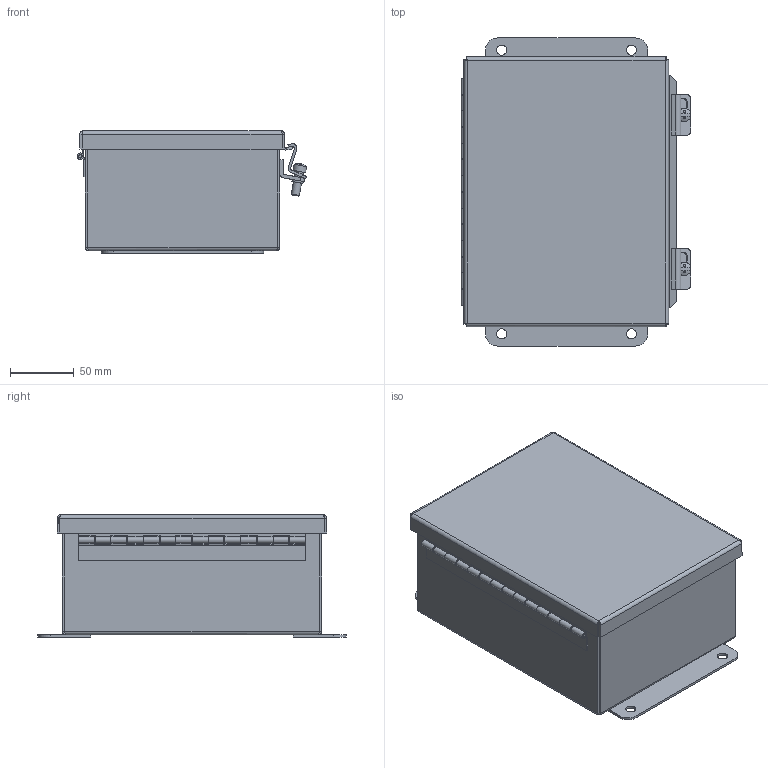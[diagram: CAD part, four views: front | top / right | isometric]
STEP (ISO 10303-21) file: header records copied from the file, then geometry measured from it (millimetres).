
FILE_DESCRIPTION(/* description */ ('B_AL TUB, 0.08 ALUMINUM, 8X6X3.5'),/* implementation_level */ '2;1');
FILE_NAME(/* name */ 'BN4080603CHAL.stp',/* time_stamp */ '2017-03-29T19:21:30+06:00',/* author */ ('vdas'),/* organization */ (''),/* preprocessor_version */ 'ST-DEVELOPER v16.1',/* originating_system */ 'Autodesk Inventor 2016',/* authorisation */ '');
FILE_SCHEMA (('AUTOMOTIVE_DESIGN { 1 0 10303 214 3 1 1 }'));
Length unit declared in the file: inch
Products named in the file (14): B_080603_ALBKP; 32841TH; 32841LH; 32841P; 32841; B_0806CHALLID; 34847; 3086; C2002; 372135; 3887; 38830; 316162; BN4080603CHAL
Assembly tree (21 placements, depth 3):
  BN4080603CHAL
    B_080603_ALBKP
    32841
      32841TH
      32841LH
      32841P
    B_0806CHALLID
    34847  x2
    3086  x2
    C2002  x2
    372135  x2
    3887  x4
    38830
    316162  x2
Bounding box: 179.97 x 241.3 x 95.86 mm (x, y, z)
Volume: 353756.6 mm3; surface area: 363143.6 mm2
Topology: 20 solids, 20 shells, 403 faces, 945 edges, 591 vertices
Faces by surface type: plane 249, cylinder 113, bspline 24, cone 11, sphere 4, torus 2
Full cylindrical faces by diameter (mm): 2.54 x1, 2.957 x14, 3.967 x4, 4.826 x1, 4.978 x2, 6.35 x11, 7.874 x4, 7.95 x4, 8.738 x2, 10.402 x2
Entity records: 9616 total; most frequent: CARTESIAN_POINT 2203, DIRECTION 1400, ORIENTED_EDGE 1360, EDGE_CURVE 680, LINE 494, VECTOR 494, AXIS2_PLACEMENT_3D 453, VERTEX_POINT 440
